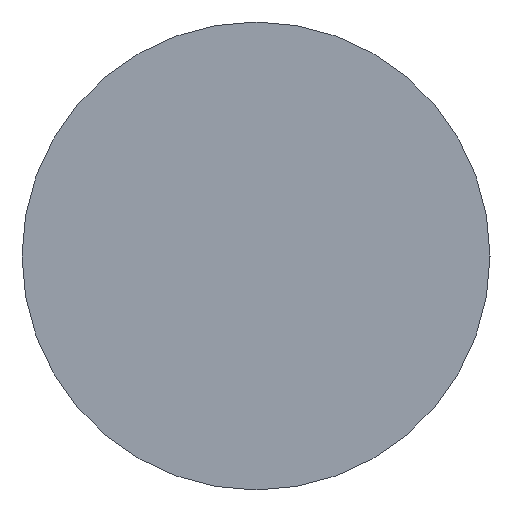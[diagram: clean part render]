
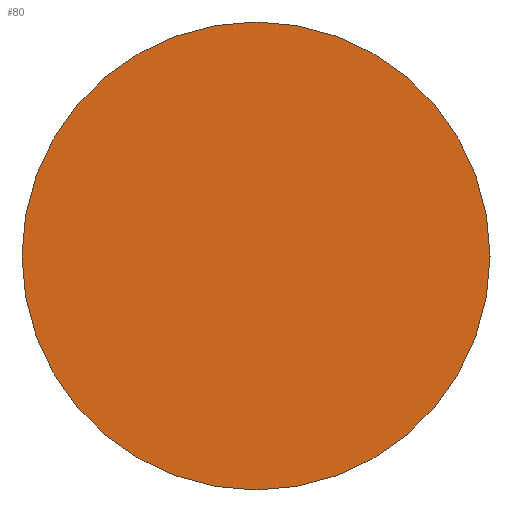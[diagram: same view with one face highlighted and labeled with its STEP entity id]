
A CAD part, left-side view. The second image highlights one B-rep face of the part: STEP entity #80.
In plain terms, the highlighted planar face has unit normal (-1, 0, 0).
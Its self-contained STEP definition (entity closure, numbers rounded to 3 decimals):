
#1 = DIRECTION ( 'NONE',  ( 0., 1., 0. ) ) ;
#4 = EDGE_CURVE ( 'NONE', #61, #21, #140, .T. ) ;
#7 = CARTESIAN_POINT ( 'NONE',  ( 22.424, 13.031, 0. ) ) ;
#21 = VERTEX_POINT ( 'NONE', #157 ) ;
#26 = CARTESIAN_POINT ( 'NONE',  ( 22.424, 13.031, 0. ) ) ;
#38 = DIRECTION ( 'NONE',  ( 0., -1., 0. ) ) ;
#46 = PLANE ( 'NONE',  #119 ) ;
#47 = AXIS2_PLACEMENT_3D ( 'NONE', #59, #162, #123 ) ;
#52 = DIRECTION ( 'NONE',  ( 1., 0., 0. ) ) ;
#54 = ORIENTED_EDGE ( 'NONE', *, *, #153, .T. ) ;
#59 = CARTESIAN_POINT ( 'NONE',  ( 22.424, 13.031, 0. ) ) ;
#61 = VERTEX_POINT ( 'NONE', #70 ) ;
#66 = FACE_OUTER_BOUND ( 'NONE', #156, .T. ) ;
#70 = CARTESIAN_POINT ( 'NONE',  ( 22.424, 18.031, 0. ) ) ;
#80 = ADVANCED_FACE ( 'NONE', ( #66 ), #46, .F. ) ;
#101 = AXIS2_PLACEMENT_3D ( 'NONE', #26, #116, #38 ) ;
#114 = CIRCLE ( 'NONE', #47, 5. ) ;
#116 = DIRECTION ( 'NONE',  ( -1., 0., 0. ) ) ;
#119 = AXIS2_PLACEMENT_3D ( 'NONE', #7, #52, #1 ) ;
#123 = DIRECTION ( 'NONE',  ( 0., -1., 0. ) ) ;
#140 = CIRCLE ( 'NONE', #101, 5. ) ;
#153 = EDGE_CURVE ( 'NONE', #21, #61, #114, .T. ) ;
#156 = EDGE_LOOP ( 'NONE', ( #54, #159 ) ) ;
#157 = CARTESIAN_POINT ( 'NONE',  ( 22.424, 8.031, 0. ) ) ;
#159 = ORIENTED_EDGE ( 'NONE', *, *, #4, .T. ) ;
#162 = DIRECTION ( 'NONE',  ( -1., 0., 0. ) ) ;
